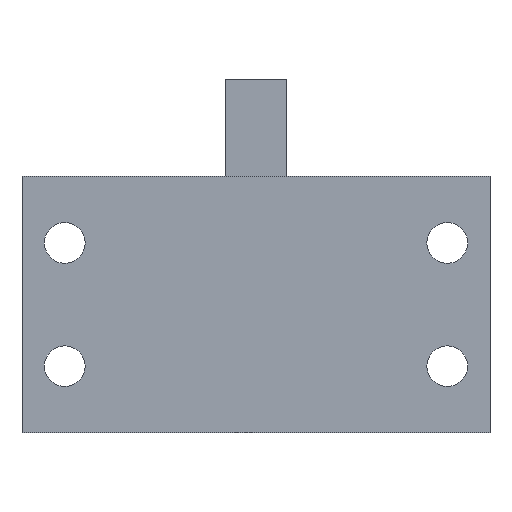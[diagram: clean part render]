
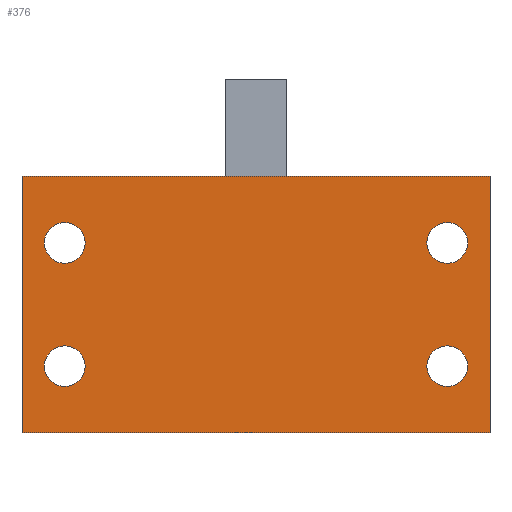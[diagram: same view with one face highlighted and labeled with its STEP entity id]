
A CAD part, front view. The second image highlights one B-rep face of the part: STEP entity #376.
In plain terms, the highlighted planar face has unit normal (0, -1, 0).
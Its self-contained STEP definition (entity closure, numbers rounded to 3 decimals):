
#1=DIRECTION('',(0.,0.,1.));
#2=VECTOR('',#1,26.4);
#3=CARTESIAN_POINT('',(-24.1,0.,-13.2));
#4=LINE('',#3,#2);
#5=DIRECTION('',(1.,0.,0.));
#6=VECTOR('',#5,48.2);
#7=CARTESIAN_POINT('',(-24.1,0.,13.2));
#8=LINE('',#7,#6);
#9=DIRECTION('',(0.,0.,-1.));
#10=VECTOR('',#9,26.4);
#11=CARTESIAN_POINT('',(24.1,0.,13.2));
#12=LINE('',#11,#10);
#13=DIRECTION('',(-1.,0.,0.));
#14=VECTOR('',#13,48.2);
#15=CARTESIAN_POINT('',(24.1,0.,-13.2));
#16=LINE('',#15,#14);
#17=CARTESIAN_POINT('',(19.7,0.,-6.35));
#18=DIRECTION('',(0.,1.,0.));
#19=DIRECTION('',(1.,0.,0.));
#20=AXIS2_PLACEMENT_3D('',#17,#18,#19);
#22=CARTESIAN_POINT('',(19.7,0.,-6.35));
#23=DIRECTION('',(0.,1.,0.));
#24=DIRECTION('',(-1.,0.,0.));
#25=AXIS2_PLACEMENT_3D('',#22,#23,#24);
#27=CARTESIAN_POINT('',(-19.7,0.,-6.35));
#28=DIRECTION('',(0.,1.,0.));
#29=DIRECTION('',(1.,0.,0.));
#30=AXIS2_PLACEMENT_3D('',#27,#28,#29);
#32=CARTESIAN_POINT('',(-19.7,0.,-6.35));
#33=DIRECTION('',(0.,1.,0.));
#34=DIRECTION('',(-1.,0.,0.));
#35=AXIS2_PLACEMENT_3D('',#32,#33,#34);
#37=CARTESIAN_POINT('',(19.7,0.,6.35));
#38=DIRECTION('',(0.,1.,0.));
#39=DIRECTION('',(1.,0.,0.));
#40=AXIS2_PLACEMENT_3D('',#37,#38,#39);
#42=CARTESIAN_POINT('',(19.7,0.,6.35));
#43=DIRECTION('',(0.,1.,0.));
#44=DIRECTION('',(-1.,0.,0.));
#45=AXIS2_PLACEMENT_3D('',#42,#43,#44);
#47=CARTESIAN_POINT('',(-19.7,0.,6.35));
#48=DIRECTION('',(0.,1.,0.));
#49=DIRECTION('',(1.,0.,0.));
#50=AXIS2_PLACEMENT_3D('',#47,#48,#49);
#52=CARTESIAN_POINT('',(-19.7,0.,6.35));
#53=DIRECTION('',(0.,1.,0.));
#54=DIRECTION('',(-1.,0.,0.));
#55=AXIS2_PLACEMENT_3D('',#52,#53,#54);
#257=CARTESIAN_POINT('',(-24.1,0.,-13.2));
#258=CARTESIAN_POINT('',(-24.1,0.,13.2));
#259=VERTEX_POINT('',#257);
#260=VERTEX_POINT('',#258);
#261=CARTESIAN_POINT('',(24.1,0.,13.2));
#262=VERTEX_POINT('',#261);
#263=CARTESIAN_POINT('',(24.1,0.,-13.2));
#264=VERTEX_POINT('',#263);
#305=CARTESIAN_POINT('',(21.8,0.,-6.35));
#306=CARTESIAN_POINT('',(17.6,0.,-6.35));
#307=VERTEX_POINT('',#305);
#308=VERTEX_POINT('',#306);
#309=CARTESIAN_POINT('',(-17.6,0.,-6.35));
#310=CARTESIAN_POINT('',(-21.8,0.,-6.35));
#311=VERTEX_POINT('',#309);
#312=VERTEX_POINT('',#310);
#313=CARTESIAN_POINT('',(21.8,0.,6.35));
#314=CARTESIAN_POINT('',(17.6,0.,6.35));
#315=VERTEX_POINT('',#313);
#316=VERTEX_POINT('',#314);
#317=CARTESIAN_POINT('',(-17.6,0.,6.35));
#318=CARTESIAN_POINT('',(-21.8,0.,6.35));
#319=VERTEX_POINT('',#317);
#320=VERTEX_POINT('',#318);
#337=CARTESIAN_POINT('',(0.,0.,0.));
#338=DIRECTION('',(0.,1.,0.));
#339=DIRECTION('',(1.,0.,0.));
#340=AXIS2_PLACEMENT_3D('',#337,#338,#339);
#341=PLANE('',#340);
#343=ORIENTED_EDGE('',*,*,#342,.T.);
#345=ORIENTED_EDGE('',*,*,#344,.T.);
#347=ORIENTED_EDGE('',*,*,#346,.T.);
#349=ORIENTED_EDGE('',*,*,#348,.T.);
#350=EDGE_LOOP('',(#343,#345,#347,#349));
#351=FACE_OUTER_BOUND('',#350,.F.);
#353=ORIENTED_EDGE('',*,*,#352,.F.);
#355=ORIENTED_EDGE('',*,*,#354,.F.);
#356=EDGE_LOOP('',(#353,#355));
#357=FACE_BOUND('',#356,.F.);
#359=ORIENTED_EDGE('',*,*,#358,.F.);
#361=ORIENTED_EDGE('',*,*,#360,.F.);
#362=EDGE_LOOP('',(#359,#361));
#363=FACE_BOUND('',#362,.F.);
#365=ORIENTED_EDGE('',*,*,#364,.F.);
#367=ORIENTED_EDGE('',*,*,#366,.F.);
#368=EDGE_LOOP('',(#365,#367));
#369=FACE_BOUND('',#368,.F.);
#371=ORIENTED_EDGE('',*,*,#370,.F.);
#373=ORIENTED_EDGE('',*,*,#372,.F.);
#374=EDGE_LOOP('',(#371,#373));
#375=FACE_BOUND('',#374,.F.);
#21=CIRCLE('',#20,2.1);
#26=CIRCLE('',#25,2.1);
#31=CIRCLE('',#30,2.1);
#36=CIRCLE('',#35,2.1);
#41=CIRCLE('',#40,2.1);
#46=CIRCLE('',#45,2.1);
#51=CIRCLE('',#50,2.1);
#56=CIRCLE('',#55,2.1);
#342=EDGE_CURVE('',#259,#260,#4,.T.);
#344=EDGE_CURVE('',#260,#262,#8,.T.);
#346=EDGE_CURVE('',#262,#264,#12,.T.);
#348=EDGE_CURVE('',#264,#259,#16,.T.);
#352=EDGE_CURVE('',#307,#308,#21,.T.);
#354=EDGE_CURVE('',#308,#307,#26,.T.);
#358=EDGE_CURVE('',#311,#312,#31,.T.);
#360=EDGE_CURVE('',#312,#311,#36,.T.);
#364=EDGE_CURVE('',#315,#316,#41,.T.);
#366=EDGE_CURVE('',#316,#315,#46,.T.);
#370=EDGE_CURVE('',#319,#320,#51,.T.);
#372=EDGE_CURVE('',#320,#319,#56,.T.);
#376=ADVANCED_FACE('',(#351,#357,#363,#369,#375),#341,.F.);
